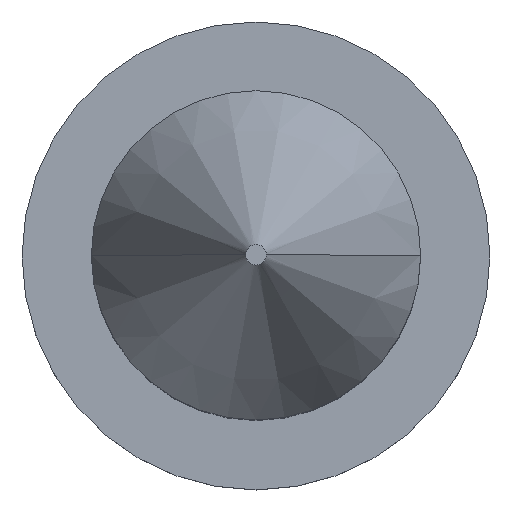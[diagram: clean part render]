
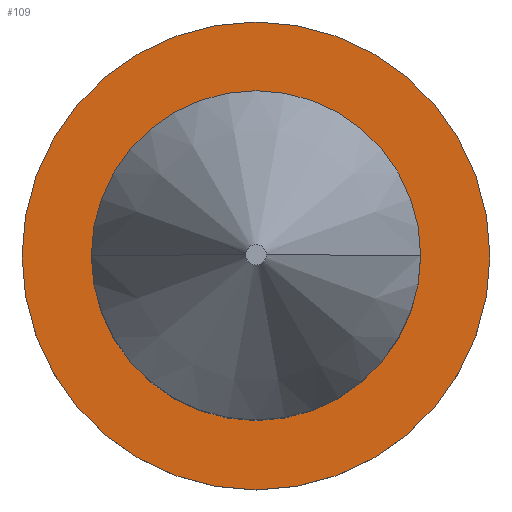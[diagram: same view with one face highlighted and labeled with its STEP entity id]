
A CAD part, top view. The second image highlights one B-rep face of the part: STEP entity #109.
In plain terms, the highlighted planar face has unit normal (0, 0, 1).
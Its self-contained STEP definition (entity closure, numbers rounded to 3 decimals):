
#6 = AXIS2_PLACEMENT_3D ( 'NONE', #11, #176, #154 ) ;
#11 = CARTESIAN_POINT ( 'NONE',  ( 0., 0., 5. ) ) ;
#16 = DIRECTION ( 'NONE',  ( 0., 0., -1. ) ) ;
#20 = AXIS2_PLACEMENT_3D ( 'NONE', #158, #108, #292 ) ;
#35 = CARTESIAN_POINT ( 'NONE',  ( 0., 0., 5. ) ) ;
#36 = ORIENTED_EDGE ( 'NONE', *, *, #189, .F. ) ;
#42 = EDGE_LOOP ( 'NONE', ( #146, #36 ) ) ;
#58 = DIRECTION ( 'NONE',  ( 0., 1., 0. ) ) ;
#63 = VERTEX_POINT ( 'NONE', #310 ) ;
#70 = AXIS2_PLACEMENT_3D ( 'NONE', #35, #269, #320 ) ;
#95 = EDGE_CURVE ( 'NONE', #257, #144, #311, .T. ) ;
#100 = DIRECTION ( 'NONE',  ( 0., 1., 0. ) ) ;
#108 = DIRECTION ( 'NONE',  ( 0., 0., -1. ) ) ;
#109 = ADVANCED_FACE ( 'NONE', ( #245, #293 ), #286, .F. ) ;
#134 = AXIS2_PLACEMENT_3D ( 'NONE', #231, #175, #100 ) ;
#144 = VERTEX_POINT ( 'NONE', #297 ) ;
#146 = ORIENTED_EDGE ( 'NONE', *, *, #182, .F. ) ;
#148 = EDGE_LOOP ( 'NONE', ( #222, #181 ) ) ;
#151 = CIRCLE ( 'NONE', #20, 27. ) ;
#154 = DIRECTION ( 'NONE',  ( 0., 1., 0. ) ) ;
#158 = CARTESIAN_POINT ( 'NONE',  ( 0., 0., 5. ) ) ;
#160 = CARTESIAN_POINT ( 'NONE',  ( 0., -19., 5. ) ) ;
#164 = AXIS2_PLACEMENT_3D ( 'NONE', #205, #16, #58 ) ;
#175 = DIRECTION ( 'NONE',  ( 0., 0., 1. ) ) ;
#176 = DIRECTION ( 'NONE',  ( 0., 0., -1. ) ) ;
#181 = ORIENTED_EDGE ( 'NONE', *, *, #95, .F. ) ;
#182 = EDGE_CURVE ( 'NONE', #268, #63, #151, .T. ) ;
#189 = EDGE_CURVE ( 'NONE', #63, #268, #272, .T. ) ;
#205 = CARTESIAN_POINT ( 'NONE',  ( 0., 0., 5. ) ) ;
#212 = CIRCLE ( 'NONE', #70, 19. ) ;
#222 = ORIENTED_EDGE ( 'NONE', *, *, #223, .F. ) ;
#223 = EDGE_CURVE ( 'NONE', #144, #257, #212, .T. ) ;
#231 = CARTESIAN_POINT ( 'NONE',  ( 0., 0., 5. ) ) ;
#245 = FACE_OUTER_BOUND ( 'NONE', #42, .T. ) ;
#257 = VERTEX_POINT ( 'NONE', #160 ) ;
#268 = VERTEX_POINT ( 'NONE', #296 ) ;
#269 = DIRECTION ( 'NONE',  ( 0., 0., 1. ) ) ;
#272 = CIRCLE ( 'NONE', #164, 27. ) ;
#286 = PLANE ( 'NONE',  #6 ) ;
#292 = DIRECTION ( 'NONE',  ( 0., 1., 0. ) ) ;
#293 = FACE_BOUND ( 'NONE', #148, .T. ) ;
#296 = CARTESIAN_POINT ( 'NONE',  ( 0., 27., 5. ) ) ;
#297 = CARTESIAN_POINT ( 'NONE',  ( 0., 19., 5. ) ) ;
#310 = CARTESIAN_POINT ( 'NONE',  ( 0., -27., 5. ) ) ;
#311 = CIRCLE ( 'NONE', #134, 19. ) ;
#320 = DIRECTION ( 'NONE',  ( 0., 1., 0. ) ) ;
